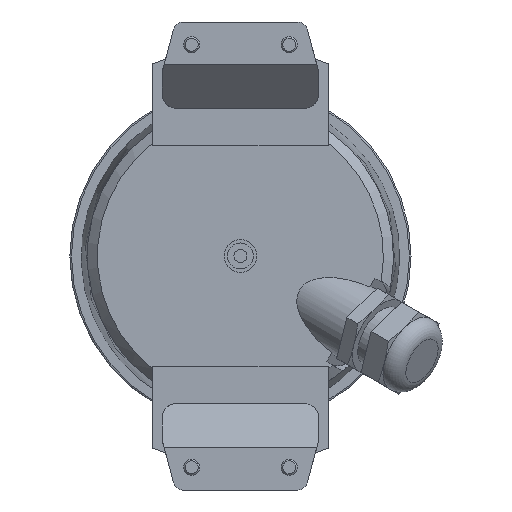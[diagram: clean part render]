
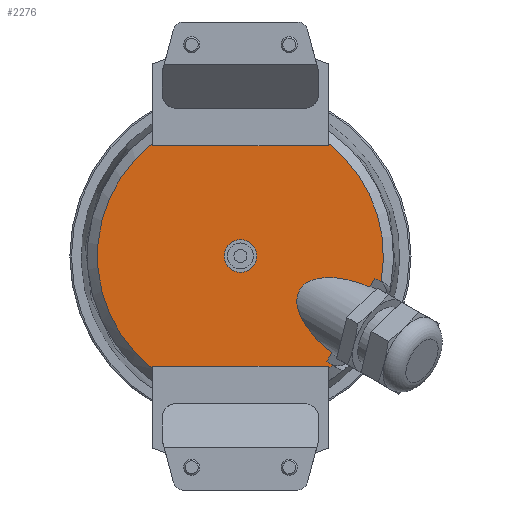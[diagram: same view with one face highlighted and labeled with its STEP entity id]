
A CAD part, front view. The second image highlights one B-rep face of the part: STEP entity #2276.
In plain terms, the highlighted planar face has unit normal (0, -1, 0).
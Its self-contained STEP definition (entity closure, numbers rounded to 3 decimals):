
#112=LINE('',#3564,#300);
#113=LINE('',#3566,#301);
#114=LINE('',#3568,#302);
#115=LINE('',#3571,#303);
#116=LINE('',#3575,#304);
#117=LINE('',#3578,#305);
#118=LINE('',#3580,#306);
#119=LINE('',#3582,#307);
#300=VECTOR('',#2811,1000.);
#301=VECTOR('',#2812,1000.);
#302=VECTOR('',#2813,1000.);
#303=VECTOR('',#2816,1000.);
#304=VECTOR('',#2819,1000.);
#305=VECTOR('',#2822,1000.);
#306=VECTOR('',#2823,1000.);
#307=VECTOR('',#2824,1000.);
#448=PLANE('',#2463);
#529=ELLIPSE('',#2465,30.,15.);
#530=ELLIPSE('',#2466,24.,12.);
#531=ELLIPSE('',#2467,30.,15.);
#538=CIRCLE('',#2426,43.992);
#539=CIRCLE('',#2428,43.992);
#552=CIRCLE('',#2462,43.992);
#553=CIRCLE('',#2464,5.);
#729=ORIENTED_EDGE('',*,*,#1350,.F.);
#730=ORIENTED_EDGE('',*,*,#1351,.F.);
#731=ORIENTED_EDGE('',*,*,#1352,.F.);
#732=ORIENTED_EDGE('',*,*,#1353,.F.);
#733=ORIENTED_EDGE('',*,*,#1277,.T.);
#734=ORIENTED_EDGE('',*,*,#1354,.F.);
#735=ORIENTED_EDGE('',*,*,#1355,.F.);
#736=ORIENTED_EDGE('',*,*,#1356,.F.);
#737=ORIENTED_EDGE('',*,*,#1357,.F.);
#738=ORIENTED_EDGE('',*,*,#1358,.F.);
#739=ORIENTED_EDGE('',*,*,#1275,.T.);
#740=ORIENTED_EDGE('',*,*,#1359,.F.);
#741=ORIENTED_EDGE('',*,*,#1360,.F.);
#742=ORIENTED_EDGE('',*,*,#1361,.F.);
#743=ORIENTED_EDGE('',*,*,#1349,.T.);
#1275=EDGE_CURVE('',#1593,#1594,#538,.T.);
#1277=EDGE_CURVE('',#1596,#1595,#539,.T.);
#1349=EDGE_CURVE('',#1649,#1650,#552,.T.);
#1350=EDGE_CURVE('',#1651,#1651,#553,.T.);
#1351=EDGE_CURVE('',#1652,#1650,#112,.T.);
#1352=EDGE_CURVE('',#1653,#1652,#113,.T.);
#1353=EDGE_CURVE('',#1596,#1653,#114,.T.);
#1354=EDGE_CURVE('',#1654,#1595,#529,.F.);
#1355=EDGE_CURVE('',#1655,#1654,#115,.T.);
#1356=EDGE_CURVE('',#1656,#1655,#530,.F.);
#1357=EDGE_CURVE('',#1657,#1656,#116,.T.);
#1358=EDGE_CURVE('',#1593,#1657,#531,.F.);
#1359=EDGE_CURVE('',#1658,#1594,#117,.T.);
#1360=EDGE_CURVE('',#1659,#1658,#118,.T.);
#1361=EDGE_CURVE('',#1649,#1659,#119,.T.);
#1593=VERTEX_POINT('',#3394);
#1594=VERTEX_POINT('',#3399);
#1595=VERTEX_POINT('',#3406);
#1596=VERTEX_POINT('',#3408);
#1649=VERTEX_POINT('',#3554);
#1650=VERTEX_POINT('',#3559);
#1651=VERTEX_POINT('',#3563);
#1652=VERTEX_POINT('',#3565);
#1653=VERTEX_POINT('',#3567);
#1654=VERTEX_POINT('',#3570);
#1655=VERTEX_POINT('',#3572);
#1656=VERTEX_POINT('',#3574);
#1657=VERTEX_POINT('',#3576);
#1658=VERTEX_POINT('',#3579);
#1659=VERTEX_POINT('',#3581);
#1865=EDGE_LOOP('',(#729));
#1866=EDGE_LOOP('',(#730,#731,#732,#733,#734,#735,#736,#737,#738,#739,#740,
#741,#742,#743));
#2062=FACE_BOUND('',#1865,.T.);
#2063=FACE_BOUND('',#1866,.T.);
#2276=ADVANCED_FACE('',(#2062,#2063),#448,.F.);
#2426=AXIS2_PLACEMENT_3D('',#3400,#2681,#2682);
#2428=AXIS2_PLACEMENT_3D('',#3407,#2685,#2686);
#2462=AXIS2_PLACEMENT_3D('',#3560,#2805,#2806);
#2463=AXIS2_PLACEMENT_3D('',#3561,#2807,#2808);
#2464=AXIS2_PLACEMENT_3D('',#3562,#2809,#2810);
#2465=AXIS2_PLACEMENT_3D('',#3569,#2814,#2815);
#2466=AXIS2_PLACEMENT_3D('',#3573,#2817,#2818);
#2467=AXIS2_PLACEMENT_3D('',#3577,#2820,#2821);
#2681=DIRECTION('',(0.,-1.,0.));
#2682=DIRECTION('',(0.,0.,-1.));
#2685=DIRECTION('',(0.,-1.,0.));
#2686=DIRECTION('',(0.,0.,-1.));
#2805=DIRECTION('',(0.,-1.,0.));
#2806=DIRECTION('',(0.,0.,-1.));
#2807=DIRECTION('',(0.,1.,0.));
#2808=DIRECTION('',(0.,0.,1.));
#2809=DIRECTION('',(0.,-1.,0.));
#2810=DIRECTION('',(0.,0.,-1.));
#2811=DIRECTION('',(0.,0.,-1.));
#2812=DIRECTION('',(-1.,0.,0.));
#2813=DIRECTION('',(0.,0.,1.));
#2814=DIRECTION('',(0.,1.,0.));
#2815=DIRECTION('',(0.866,0.,-0.5));
#2816=DIRECTION('',(-0.5,0.,-0.866));
#2817=DIRECTION('',(0.,1.,0.));
#2818=DIRECTION('',(0.866,0.,-0.5));
#2819=DIRECTION('',(-0.5,0.,-0.866));
#2820=DIRECTION('',(0.,1.,0.));
#2821=DIRECTION('',(0.866,0.,-0.5));
#2822=DIRECTION('',(0.,0.,1.));
#2823=DIRECTION('',(1.,0.,0.));
#2824=DIRECTION('',(0.,0.,-1.));
#3394=CARTESIAN_POINT('',(43.294,0.,-7.801));
#3399=CARTESIAN_POINT('',(27.,0.,34.731));
#3400=CARTESIAN_POINT('',(0.,0.,0.));
#3406=CARTESIAN_POINT('',(28.403,0.,-33.594));
#3407=CARTESIAN_POINT('',(0.,0.,0.));
#3408=CARTESIAN_POINT('',(27.,0.,-34.731));
#3554=CARTESIAN_POINT('',(-27.,0.,34.731));
#3559=CARTESIAN_POINT('',(-27.,0.,-34.731));
#3560=CARTESIAN_POINT('',(0.,0.,0.));
#3561=CARTESIAN_POINT('',(0.,0.,-43.992));
#3562=CARTESIAN_POINT('',(0.,0.,0.));
#3563=CARTESIAN_POINT('',(0.,0.,-5.));
#3564=CARTESIAN_POINT('',(-27.,0.,-43.992));
#3565=CARTESIAN_POINT('',(-27.,0.,-34.));
#3566=CARTESIAN_POINT('',(0.,0.,-34.));
#3567=CARTESIAN_POINT('',(27.,0.,-34.));
#3568=CARTESIAN_POINT('',(27.,0.,-43.992));
#3569=CARTESIAN_POINT('',(38.971,0.,-22.5));
#3570=CARTESIAN_POINT('',(26.611,0.,-32.361));
#3571=CARTESIAN_POINT('',(14.922,0.,-52.607));
#3572=CARTESIAN_POINT('',(28.147,0.,-29.7));
#3573=CARTESIAN_POINT('',(38.971,0.,-22.5));
#3574=CARTESIAN_POINT('',(39.795,0.,-9.526));
#3575=CARTESIAN_POINT('',(14.922,0.,-52.607));
#3576=CARTESIAN_POINT('',(41.331,0.,-6.866));
#3577=CARTESIAN_POINT('',(38.971,0.,-22.5));
#3578=CARTESIAN_POINT('',(27.,0.,-43.992));
#3579=CARTESIAN_POINT('',(27.,0.,34.));
#3580=CARTESIAN_POINT('',(0.,0.,34.));
#3581=CARTESIAN_POINT('',(-27.,0.,34.));
#3582=CARTESIAN_POINT('',(-27.,0.,-43.992));
